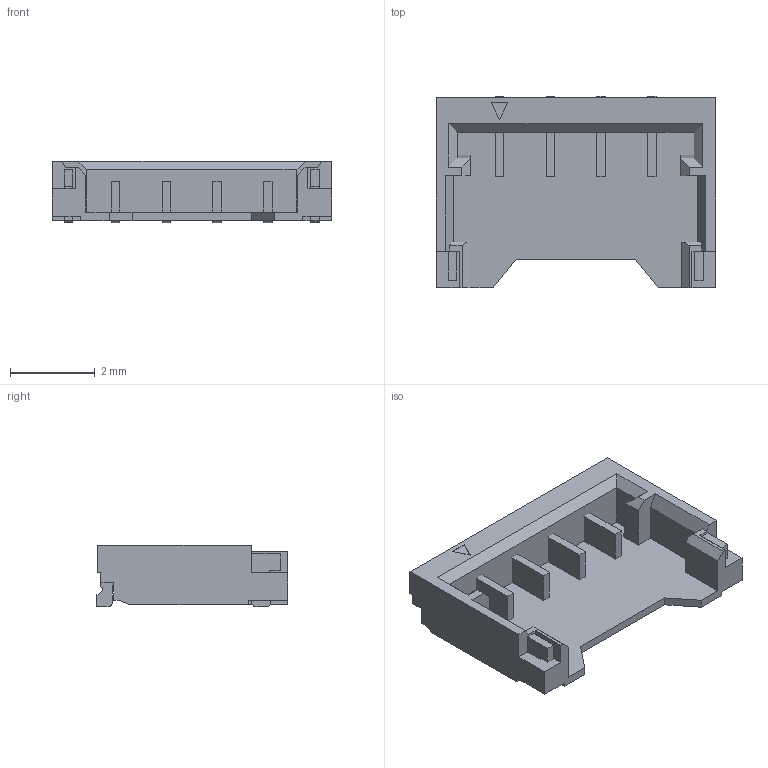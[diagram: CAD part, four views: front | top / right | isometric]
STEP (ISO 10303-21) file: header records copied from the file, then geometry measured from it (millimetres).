
FILE_DESCRIPTION(/* description */ (''),/* implementation_level */ '2;1');
FILE_NAME(/* name */ 'Pico-EZmate_PCB_Header_4.step',/* time_stamp */ '2023-11-25T13:46:22+09:00',/* author */ (''),/* organization */ (''),/* preprocessor_version */ 'ST-DEVELOPER v20',/* originating_system */ 'Autodesk Translation Framework v12.14.0.127',/* authorisation */ '');
FILE_SCHEMA (('AUTOMOTIVE_DESIGN { 1 0 10303 214 3 1 1 }'));
Length unit declared in the file: millimetre
Products named in the file (1): Pico-EZmate PCB Header 781710004
Bounding box: 6.6 x 4.53 x 1.45 mm (x, y, z)
Volume: 15.8 mm3; surface area: 114.7 mm2
Topology: 7 solids, 7 shells, 155 faces, 418 edges, 278 vertices
Faces by surface type: plane 135, cylinder 20
Entity records: 4844 total; most frequent: CARTESIAN_POINT 852, ORIENTED_EDGE 836, DIRECTION 770, EDGE_CURVE 418, LINE 378, VECTOR 378, VERTEX_POINT 278, AXIS2_PLACEMENT_3D 196
